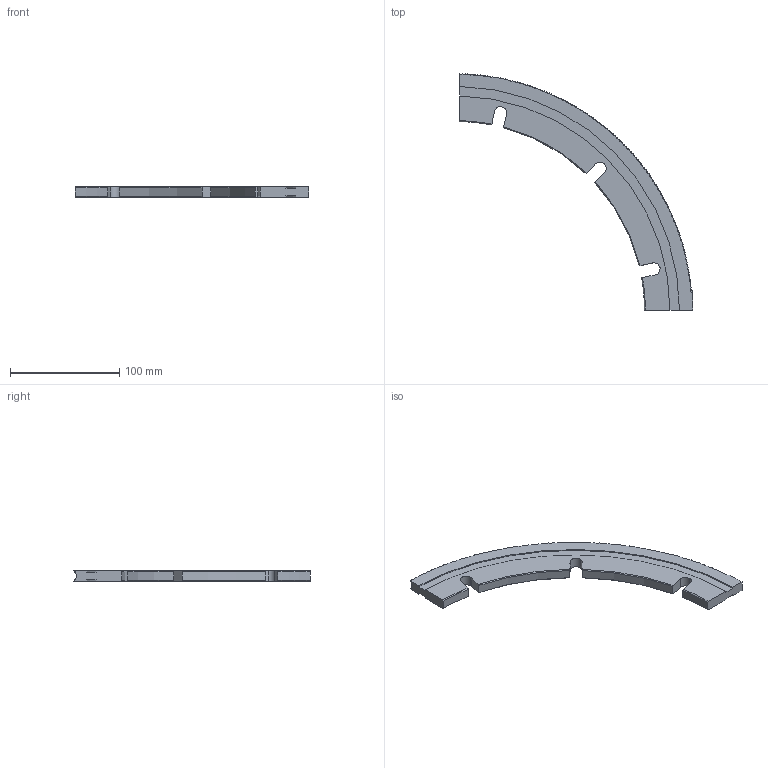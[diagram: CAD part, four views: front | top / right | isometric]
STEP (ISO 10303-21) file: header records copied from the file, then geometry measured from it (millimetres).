
FILE_DESCRIPTION (( 'STEP AP203' ), '1' );
FILE_NAME ('M56512-S.STEP', '2022-04-25T21:28:14', ( '' ), ( '' ), 'SwSTEP 2.0', 'SolidWorks 2020', '' );
FILE_SCHEMA (( 'CONFIG_CONTROL_DESIGN' ));
Length unit declared in the file: inch
Products named in the file (1): M56512-S
Bounding box: 214.38 x 216.87 x 9.49 mm (x, y, z)
Volume: 108848.7 mm3; surface area: 34073.8 mm2
Topology: 1 solids, 1 shells, 177 faces, 525 edges, 350 vertices
Faces by surface type: sphere 138, cylinder 15, plane 14, cone 8, torus 2
Entity records: 8337 total; most frequent: CARTESIAN_POINT 3497, ORIENTED_EDGE 1050, DIRECTION 1048, EDGE_CURVE 525, AXIS2_PLACEMENT_3D 497, VERTEX_POINT 350, CIRCLE 319, FACE_OUTER_BOUND 177
